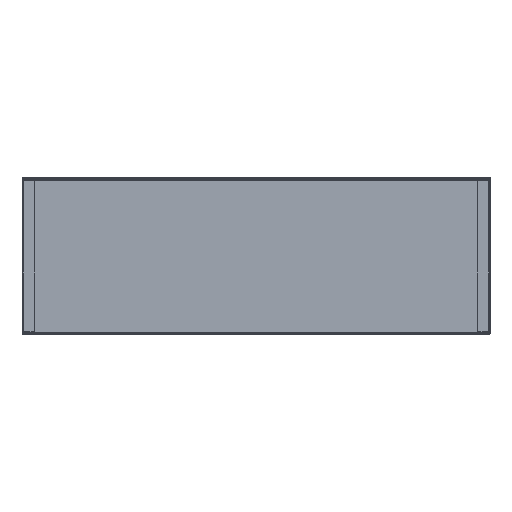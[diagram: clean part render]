
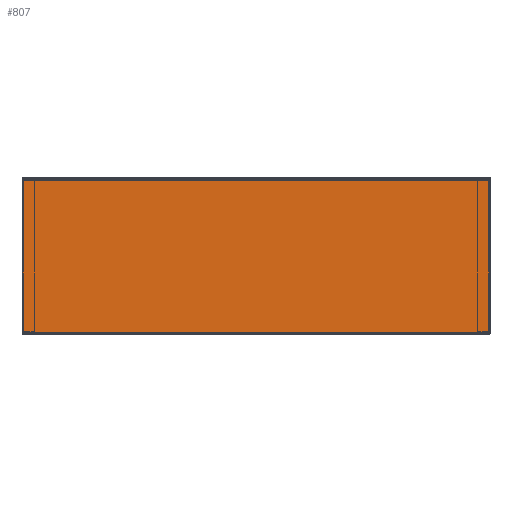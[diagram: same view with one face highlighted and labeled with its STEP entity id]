
A CAD part, left-side view. The second image highlights one B-rep face of the part: STEP entity #807.
In plain terms, the highlighted planar face has unit normal (-1, 0, 0).
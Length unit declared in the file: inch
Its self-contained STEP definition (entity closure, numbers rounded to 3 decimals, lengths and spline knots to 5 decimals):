
#274 = EDGE_CURVE ( 'NONE', #6182, #3894, #5373, .T. ) ;
#286 = VECTOR ( 'NONE', #335, 39.37008 ) ;
#335 = DIRECTION ( 'NONE',  ( 0., 1., 0. ) ) ;
#517 = LINE ( 'NONE', #5719, #286 ) ;
#679 = FACE_OUTER_BOUND ( 'NONE', #2153, .T. ) ;
#807 = ADVANCED_FACE ( 'NONE', ( #679 ), #4877, .T. ) ;
#844 = VECTOR ( 'NONE', #2654, 39.37008 ) ;
#1153 = DIRECTION ( 'NONE',  ( 0., 0., 1. ) ) ;
#1346 = VERTEX_POINT ( 'NONE', #5539 ) ;
#1354 = EDGE_CURVE ( 'NONE', #6182, #1346, #517, .T. ) ;
#1733 = DIRECTION ( 'NONE',  ( -1., 0., 0. ) ) ;
#1842 = CARTESIAN_POINT ( 'NONE',  ( -12., 12., 0.047 ) ) ;
#2153 = EDGE_LOOP ( 'NONE', ( #6070, #2751, #4573, #4888 ) ) ;
#2277 = CARTESIAN_POINT ( 'NONE',  ( -12., -12., 0.057 ) ) ;
#2290 = CARTESIAN_POINT ( 'NONE',  ( -12., 12., 7.914 ) ) ;
#2654 = DIRECTION ( 'NONE',  ( 0., 0., -1. ) ) ;
#2751 = ORIENTED_EDGE ( 'NONE', *, *, #1354, .F. ) ;
#2900 = EDGE_CURVE ( 'NONE', #5649, #1346, #4158, .T. ) ;
#3037 = EDGE_CURVE ( 'NONE', #3894, #5649, #6468, .T. ) ;
#3297 = CARTESIAN_POINT ( 'NONE',  ( -12., -12., 7.914 ) ) ;
#3344 = DIRECTION ( 'NONE',  ( 0., 0., 1. ) ) ;
#3652 = AXIS2_PLACEMENT_3D ( 'NONE', #1842, #1733, #3344 ) ;
#3686 = CARTESIAN_POINT ( 'NONE',  ( -12., 12., 0.057 ) ) ;
#3894 = VERTEX_POINT ( 'NONE', #3297 ) ;
#4158 = LINE ( 'NONE', #3686, #844 ) ;
#4573 = ORIENTED_EDGE ( 'NONE', *, *, #274, .T. ) ;
#4684 = CARTESIAN_POINT ( 'NONE',  ( -12., 12., 7.914 ) ) ;
#4877 = PLANE ( 'NONE',  #3652 ) ;
#4888 = ORIENTED_EDGE ( 'NONE', *, *, #3037, .T. ) ;
#5322 = CARTESIAN_POINT ( 'NONE',  ( -12., -12., 0.086 ) ) ;
#5373 = LINE ( 'NONE', #2277, #5377 ) ;
#5377 = VECTOR ( 'NONE', #1153, 39.37008 ) ;
#5539 = CARTESIAN_POINT ( 'NONE',  ( -12., 12., 0.086 ) ) ;
#5649 = VERTEX_POINT ( 'NONE', #4684 ) ;
#5719 = CARTESIAN_POINT ( 'NONE',  ( -12., -12., 0.086 ) ) ;
#5962 = DIRECTION ( 'NONE',  ( 0., 1., 0. ) ) ;
#6070 = ORIENTED_EDGE ( 'NONE', *, *, #2900, .T. ) ;
#6182 = VERTEX_POINT ( 'NONE', #5322 ) ;
#6366 = VECTOR ( 'NONE', #5962, 39.37008 ) ;
#6468 = LINE ( 'NONE', #2290, #6366 ) ;
